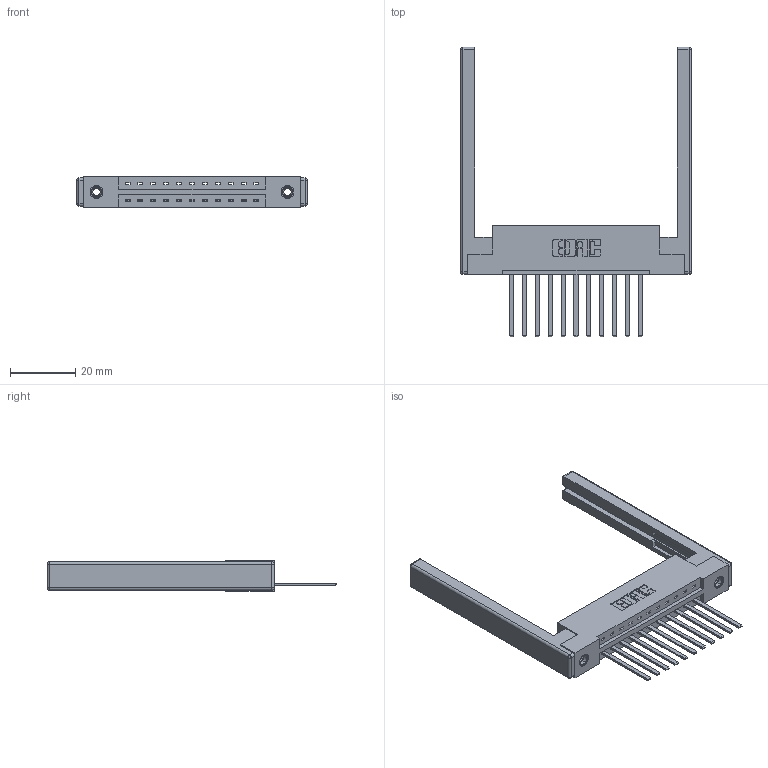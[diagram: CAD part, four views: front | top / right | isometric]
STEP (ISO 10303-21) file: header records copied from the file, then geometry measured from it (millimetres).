
FILE_DESCRIPTION (( 'STEP AP203' ), '1' );
FILE_NAME ('387-011-544-168.STEP', '2019-10-02T12:36:02', ( '' ), ( '' ), 'SwSTEP 2.0', 'SolidWorks 2016', '' );
FILE_SCHEMA (( 'CONFIG_CONTROL_DESIGN' ));
Length unit declared in the file: inch
Products named in the file (5): 337 Part_Flush Mounting Lugs - 0.156 Dia-TI; 345-292-001_345-293-144; 387-011-544-168; 307-220-068; 345-250-001_345-250-001-102
Assembly tree (16 placements, depth 2):
  387-011-544-168
    337 Part_Flush Mounting Lugs - 0.156 Dia-TI
    345-292-001_345-293-144  x11
    345-250-001_345-250-001-102  x2
    307-220-068  x2
Bounding box: 71.02 x 89.03 x 9.4 mm (x, y, z)
Volume: 11511.9 mm3; surface area: 11697.8 mm2
Topology: 16 solids, 16 shells, 884 faces, 2571 edges, 1678 vertices
Faces by surface type: plane 620, cylinder 240, cone 12, sphere 8, torus 4
Entity records: 14762 total; most frequent: CARTESIAN_POINT 2524, ORIENTED_EDGE 2460, DIRECTION 2258, EDGE_CURVE 1230, VECTOR 1056, LINE 1056, VERTEX_POINT 810, AXIS2_PLACEMENT_3D 601
